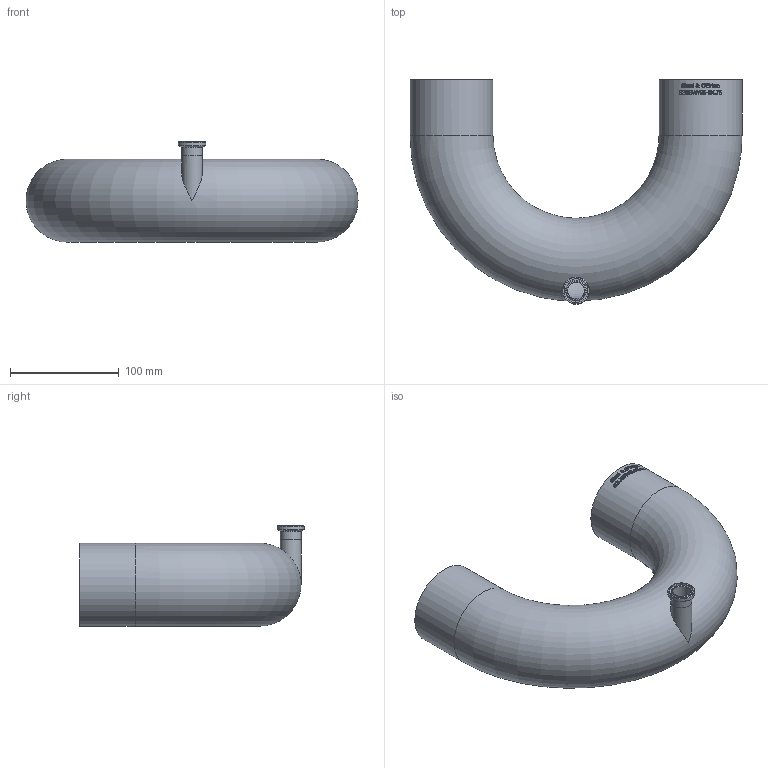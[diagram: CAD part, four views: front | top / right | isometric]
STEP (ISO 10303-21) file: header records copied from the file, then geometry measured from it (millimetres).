
FILE_DESCRIPTION(/* description */ (''),/* implementation_level */ '2;1');
FILE_NAME(/* name */ 'S2USWWK-3X.75.stp',/* time_stamp */ '2018-11-26T14:57:14-05:00',/* author */ ('rick'),/* organization */ (''),/* preprocessor_version */ 'ST-DEVELOPER v15.2',/* originating_system */ 'Autodesk Inventor 2014',/* authorisation */ '');
FILE_SCHEMA (('AUTOMOTIVE_DESIGN { 1 0 10303 214 3 1 1 }'));
Length unit declared in the file: inch
Products named in the file (1): S2USWWK-3X.75
Bounding box: 304.8 x 206.17 x 92.08 mm (x, y, z)
Volume: 199441.6 mm3; surface area: 219709.8 mm2
Topology: 1 solids, 1 shells, 448 faces, 1211 edges, 804 vertices
Faces by surface type: bspline 202, plane 189, cylinder 45, torus 10, cone 2
Full cylindrical faces by diameter (mm): 15.748 x2, 19.05 x2, 21.895 x1, 24.994 x1, 72.898 x2, 76.2 x2
Entity records: 17685 total; most frequent: CARTESIAN_POINT 7609, ORIENTED_EDGE 2358, DIRECTION 1532, EDGE_CURVE 1179, VERTEX_POINT 796, EDGE_LOOP 515, AXIS2_PLACEMENT_3D 512, LINE 508
